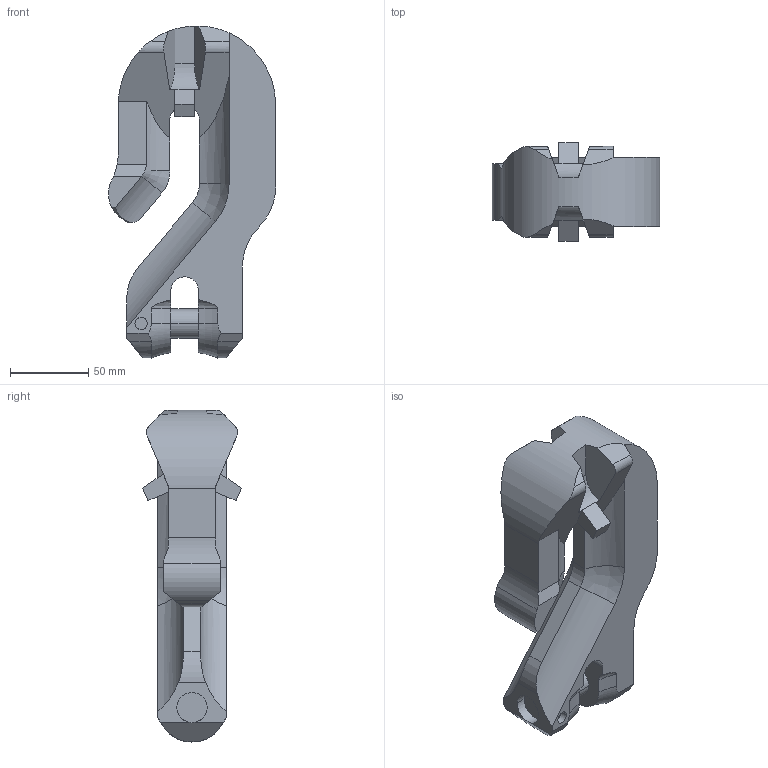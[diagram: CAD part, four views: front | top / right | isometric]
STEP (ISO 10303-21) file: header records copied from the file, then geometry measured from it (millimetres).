
FILE_DESCRIPTION((''),'2;1');
FILE_NAME('001-M31520-P-1','2004-10-21T',('Haas'),(''),'PRO/ENGINEER BY PARAMETRIC TECHNOLOGY CORPORATION, 2003450','PRO/ENGINEER BY PARAMETRIC TECHNOLOGY CORPORATION, 2003450','');
FILE_SCHEMA(('CONFIG_CONTROL_DESIGN'));
Length unit declared in the file: millimetre
Products named in the file (1): 001-M31520-P-1
Bounding box: 106.76 x 63.05 x 211.93 mm (x, y, z)
Volume: 533874.4 mm3; surface area: 63570.1 mm2
Topology: 1 solids, 1 shells, 110 faces, 303 edges, 198 vertices
Faces by surface type: plane 58, cylinder 42, bspline 8, torus 2
Entity records: 3897 total; most frequent: CARTESIAN_POINT 1152, ORIENTED_EDGE 606, DIRECTION 509, EDGE_CURVE 303, VERTEX_POINT 198, AXIS2_PLACEMENT_3D 171, VECTOR 167, LINE 167
